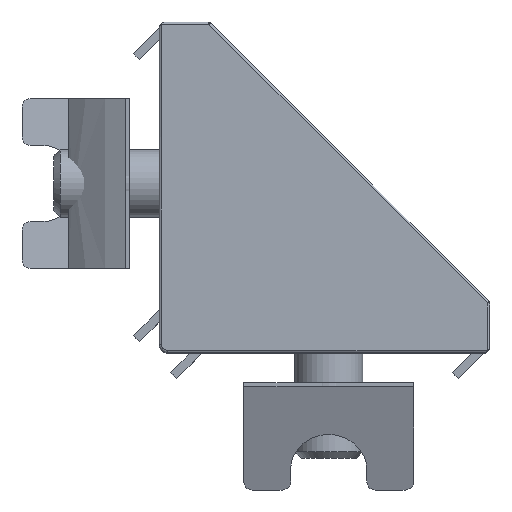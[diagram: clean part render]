
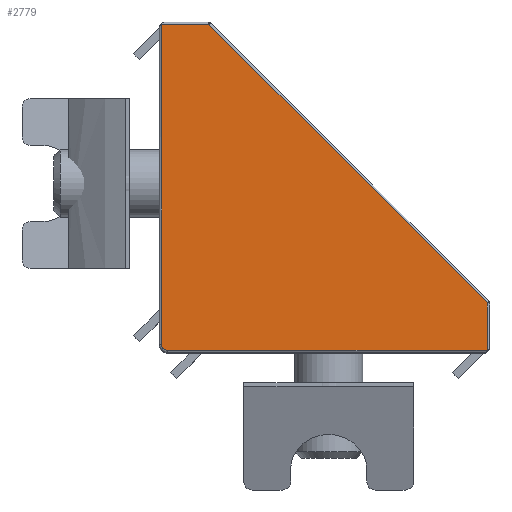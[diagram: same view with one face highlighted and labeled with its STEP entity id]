
A CAD part, top view. The second image highlights one B-rep face of the part: STEP entity #2779.
In plain terms, the highlighted planar face has unit normal (0, 0, 1).
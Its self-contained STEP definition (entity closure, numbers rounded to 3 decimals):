
#115=PLANE('',#3091);
#246=FACE_OUTER_BOUND('',#399,.T.);
#399=EDGE_LOOP('',(#2068,#2069,#2070,#2071,#2072,#2073));
#596=LINE('',#4259,#912);
#598=LINE('',#4262,#914);
#600=LINE('',#4269,#916);
#610=LINE('',#4294,#926);
#612=LINE('',#4300,#928);
#912=VECTOR('',#3434,10.);
#914=VECTOR('',#3438,10.);
#916=VECTOR('',#3444,10.);
#926=VECTOR('',#3466,10.);
#928=VECTOR('',#3472,10.);
#1194=CIRCLE('',#3092,0.7);
#1302=VERTEX_POINT('',#4235);
#1307=VERTEX_POINT('',#4248);
#1309=VERTEX_POINT('',#4257);
#1312=VERTEX_POINT('',#4268);
#1321=VERTEX_POINT('',#4293);
#1323=VERTEX_POINT('',#4299);
#1599=EDGE_CURVE('',#1309,#1307,#596,.T.);
#1601=EDGE_CURVE('',#1307,#1302,#598,.T.);
#1604=EDGE_CURVE('',#1302,#1312,#600,.T.);
#1617=EDGE_CURVE('',#1312,#1321,#610,.T.);
#1620=EDGE_CURVE('',#1323,#1309,#612,.T.);
#1621=EDGE_CURVE('',#1321,#1323,#1194,.T.);
#2068=ORIENTED_EDGE('',*,*,#1604,.F.);
#2069=ORIENTED_EDGE('',*,*,#1601,.F.);
#2070=ORIENTED_EDGE('',*,*,#1599,.F.);
#2071=ORIENTED_EDGE('',*,*,#1620,.F.);
#2072=ORIENTED_EDGE('',*,*,#1621,.F.);
#2073=ORIENTED_EDGE('',*,*,#1617,.F.);
#2779=ADVANCED_FACE('',(#246),#115,.T.);
#3091=AXIS2_PLACEMENT_3D('',#4298,#3470,#3471);
#3092=AXIS2_PLACEMENT_3D('',#4301,#3473,#3474);
#3434=DIRECTION('',(1.,0.,0.));
#3438=DIRECTION('',(0.707,-0.707,0.));
#3444=DIRECTION('',(0.,-1.,0.));
#3466=DIRECTION('',(-1.,0.,0.));
#3470=DIRECTION('center_axis',(0.,0.,1.));
#3471=DIRECTION('ref_axis',(1.,0.,0.));
#3472=DIRECTION('',(0.,1.,0.));
#3473=DIRECTION('center_axis',(0.,0.,-1.));
#3474=DIRECTION('ref_axis',(-0.707,-0.707,0.));
#4235=CARTESIAN_POINT('',(38.7,5.876,20.));
#4248=CARTESIAN_POINT('',(5.876,38.7,20.));
#4257=CARTESIAN_POINT('',(0.3,38.7,20.));
#4259=CARTESIAN_POINT('',(7.546,38.7,20.));
#4262=CARTESIAN_POINT('',(14.038,30.538,20.));
#4268=CARTESIAN_POINT('',(38.7,0.3,20.));
#4269=CARTESIAN_POINT('',(38.7,10.546,20.));
#4293=CARTESIAN_POINT('',(1.,0.3,20.));
#4294=CARTESIAN_POINT('',(27.046,0.3,20.));
#4298=CARTESIAN_POINT('Origin',(15.092,15.092,20.));
#4299=CARTESIAN_POINT('',(0.3,1.,20.));
#4300=CARTESIAN_POINT('',(0.3,7.546,20.));
#4301=CARTESIAN_POINT('Origin',(1.,1.,20.));
